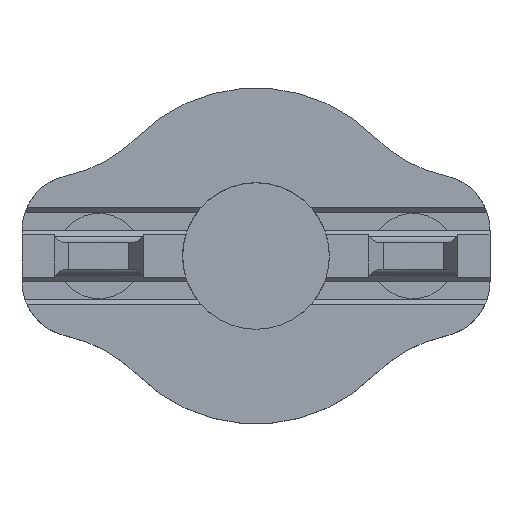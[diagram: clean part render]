
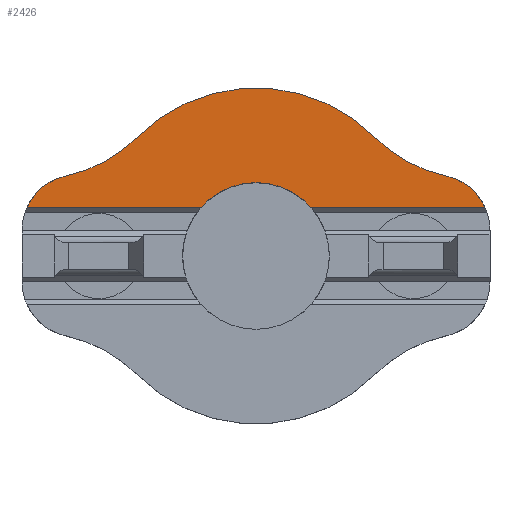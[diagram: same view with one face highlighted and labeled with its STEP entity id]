
A CAD part, top view. The second image highlights one B-rep face of the part: STEP entity #2426.
In plain terms, the highlighted planar face has unit normal (0, 0, 1).
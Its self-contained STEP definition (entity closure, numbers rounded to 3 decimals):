
#306=FACE_OUTER_BOUND('',#445,.T.);
#445=EDGE_LOOP('',(#2120,#2121,#2122,#2123,#2124,#2125,#2126,#2127));
#579=LINE('',#4509,#733);
#609=LINE('',#4723,#763);
#733=VECTOR('',#3191,10.);
#763=VECTOR('',#3309,10.);
#858=CIRCLE('',#2630,4.);
#871=CIRCLE('',#2671,10.25);
#872=CIRCLE('',#2673,12.024);
#873=CIRCLE('',#2678,10.25);
#874=CIRCLE('',#2679,4.);
#875=CIRCLE('',#2680,5.25);
#1082=VERTEX_POINT('',#4460);
#1083=VERTEX_POINT('',#4462);
#1090=VERTEX_POINT('',#4508);
#1118=VERTEX_POINT('',#4704);
#1119=VERTEX_POINT('',#4708);
#1120=VERTEX_POINT('',#4718);
#1121=VERTEX_POINT('',#4720);
#1122=VERTEX_POINT('',#4722);
#1409=EDGE_CURVE('',#1082,#1083,#858,.T.);
#1418=EDGE_CURVE('',#1090,#1083,#579,.T.);
#1468=EDGE_CURVE('',#1082,#1118,#871,.T.);
#1470=EDGE_CURVE('',#1118,#1119,#872,.T.);
#1474=EDGE_CURVE('',#1120,#1119,#873,.T.);
#1475=EDGE_CURVE('',#1120,#1121,#874,.T.);
#1476=EDGE_CURVE('',#1122,#1121,#609,.T.);
#1477=EDGE_CURVE('',#1090,#1122,#875,.T.);
#2120=ORIENTED_EDGE('',*,*,#1474,.F.);
#2121=ORIENTED_EDGE('',*,*,#1475,.T.);
#2122=ORIENTED_EDGE('',*,*,#1476,.F.);
#2123=ORIENTED_EDGE('',*,*,#1477,.F.);
#2124=ORIENTED_EDGE('',*,*,#1418,.T.);
#2125=ORIENTED_EDGE('',*,*,#1409,.F.);
#2126=ORIENTED_EDGE('',*,*,#1468,.T.);
#2127=ORIENTED_EDGE('',*,*,#1470,.T.);
#2305=PLANE('',#2677);
#2426=ADVANCED_FACE('',(#306),#2305,.F.);
#2630=AXIS2_PLACEMENT_3D('',#4463,#3176,#3177);
#2671=AXIS2_PLACEMENT_3D('',#4706,#3287,#3288);
#2673=AXIS2_PLACEMENT_3D('',#4710,#3292,#3293);
#2677=AXIS2_PLACEMENT_3D('',#4717,#3303,#3304);
#2678=AXIS2_PLACEMENT_3D('',#4719,#3305,#3306);
#2679=AXIS2_PLACEMENT_3D('',#4721,#3307,#3308);
#2680=AXIS2_PLACEMENT_3D('',#4724,#3310,#3311);
#3176=DIRECTION('center_axis',(0.,0.,
-1.));
#3177=DIRECTION('ref_axis',(0.211,0.978,0.));
#3191=DIRECTION('',(1.,0.,0.));
#3287=DIRECTION('center_axis',(0.,0.,
-1.));
#3288=DIRECTION('ref_axis',(-0.211,-0.978,0.));
#3292=DIRECTION('center_axis',(0.,0.,
1.));
#3293=DIRECTION('ref_axis',(-0.707,0.707,0.));
#3303=DIRECTION('center_axis',(0.,0.,
-1.));
#3304=DIRECTION('ref_axis',(1.,0.,0.));
#3305=DIRECTION('center_axis',(0.,0.,
1.));
#3306=DIRECTION('ref_axis',(0.707,-0.707,0.));
#3307=DIRECTION('center_axis',(0.,0.,
1.));
#3308=DIRECTION('ref_axis',(-1.,0.,0.));
#3309=DIRECTION('',(-1.,0.,0.));
#3310=DIRECTION('center_axis',(0.,0.,
1.));
#3311=DIRECTION('ref_axis',(1.,0.,0.));
#4460=CARTESIAN_POINT('',(-94.405,66.73,107.5));
#4462=CARTESIAN_POINT('',(-91.61,64.484,107.5));
#4463=CARTESIAN_POINT('Origin',(-95.247,62.819,107.5));
#4508=CARTESIAN_POINT('',(-104.069,64.484,107.5));
#4509=CARTESIAN_POINT('',(-92.247,64.484,107.5));
#4704=CARTESIAN_POINT('',(-99.495,69.502,107.5));
#4706=CARTESIAN_POINT('Origin',(-92.247,76.75,107.5));
#4708=CARTESIAN_POINT('',(-116.499,69.502,107.5));
#4710=CARTESIAN_POINT('Origin',(-107.997,61.,107.5));
#4717=CARTESIAN_POINT('Origin',(-107.997,61.,107.5));
#4718=CARTESIAN_POINT('',(-121.589,66.73,107.5));
#4719=CARTESIAN_POINT('Origin',(-123.747,76.75,107.5));
#4720=CARTESIAN_POINT('',(-124.385,64.484,107.5));
#4721=CARTESIAN_POINT('Origin',(-120.747,62.819,107.5));
#4722=CARTESIAN_POINT('',(-111.925,64.484,107.5));
#4723=CARTESIAN_POINT('',(-92.247,64.484,107.5));
#4724=CARTESIAN_POINT('Origin',(-107.997,61.,107.5));
